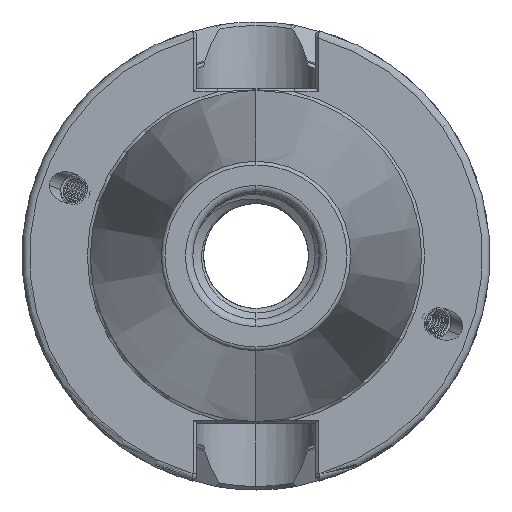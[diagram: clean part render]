
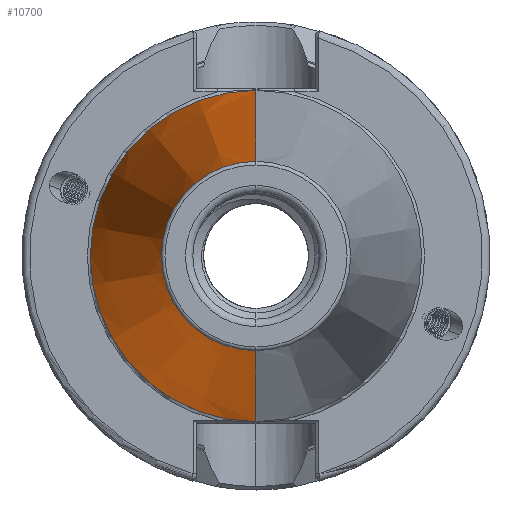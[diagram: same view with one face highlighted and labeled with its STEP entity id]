
A CAD part, left-side view. The second image highlights one B-rep face of the part: STEP entity #10700.
In plain terms, the highlighted conical face has half-angle 8.297 degrees and reference radius 22.298 mm.
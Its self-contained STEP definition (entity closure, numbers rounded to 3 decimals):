
#1046 = AXIS2_PLACEMENT_3D ( 'NONE', #13277, #15734, #16321 ) ;
#1055 = AXIS2_PLACEMENT_3D ( 'NONE', #12708, #12703, #12721 ) ;
#1425 = ORIENTED_EDGE ( 'NONE', *, *, #9134, .T. ) ;
#1431 = ORIENTED_EDGE ( 'NONE', *, *, #9086, .T. ) ;
#1646 = ORIENTED_EDGE ( 'NONE', *, *, #9100, .F. ) ;
#1691 = ORIENTED_EDGE ( 'NONE', *, *, #9146, .F. ) ;
#5222 = CARTESIAN_POINT ( 'NONE',  ( -1.5, 0., 0. ) ) ;
#5230 = DIRECTION ( 'NONE',  ( 1., 0., 0. ) ) ;
#5231 = DIRECTION ( 'NONE',  ( 0., 0., -1. ) ) ;
#7291 = AXIS2_PLACEMENT_3D ( 'NONE', #5222, #5230, #5231 ) ;
#9086 = EDGE_CURVE ( 'NONE', #12001, #11993, #19236, .T. ) ;
#9100 = EDGE_CURVE ( 'NONE', #12041, #11993, #19218, .T. ) ;
#9134 = EDGE_CURVE ( 'NONE', #12084, #12001, #19234, .T. ) ;
#9146 = EDGE_CURVE ( 'NONE', #12084, #12041, #19259, .T. ) ;
#10700 = ADVANCED_FACE ( 'NONE', ( #19524 ), #19513, .T. ) ;
#11392 = CARTESIAN_POINT ( 'NONE',  ( -1.5, 0., 22.298 ) ) ;
#11415 = CARTESIAN_POINT ( 'NONE',  ( -66.972, 0., 12.75 ) ) ;
#11495 = CARTESIAN_POINT ( 'NONE',  ( -1.5, 0., -22.298 ) ) ;
#11498 = CARTESIAN_POINT ( 'NONE',  ( -66.972, 0., -12.75 ) ) ;
#11691 = EDGE_LOOP ( 'NONE', ( #1425, #1431, #1646, #1691 ) ) ;
#11993 = VERTEX_POINT ( 'NONE', #11392 ) ;
#12001 = VERTEX_POINT ( 'NONE', #11415 ) ;
#12041 = VERTEX_POINT ( 'NONE', #11495 ) ;
#12084 = VERTEX_POINT ( 'NONE', #11498 ) ;
#12570 = CARTESIAN_POINT ( 'NONE',  ( -1.5, 0., 22.298 ) ) ;
#12604 = DIRECTION ( 'NONE',  ( 0.99, 0., 0.144 ) ) ;
#12703 = DIRECTION ( 'NONE',  ( 1., 0., 0. ) ) ;
#12708 = CARTESIAN_POINT ( 'NONE',  ( -1.5, 0., 0. ) ) ;
#12721 = DIRECTION ( 'NONE',  ( 0., 0., -1. ) ) ;
#13277 = CARTESIAN_POINT ( 'NONE',  ( -66.972, 0., 0. ) ) ;
#14456 = CARTESIAN_POINT ( 'NONE',  ( -1.5, 0., -22.298 ) ) ;
#14458 = DIRECTION ( 'NONE',  ( 0.99, 0., -0.144 ) ) ;
#15734 = DIRECTION ( 'NONE',  ( 1., 0., 0. ) ) ;
#16321 = DIRECTION ( 'NONE',  ( 0., 0., -1. ) ) ;
#19208 = VECTOR ( 'NONE', #12604, 1000. ) ;
#19218 = CIRCLE ( 'NONE', #1055, 22.298 ) ;
#19234 = CIRCLE ( 'NONE', #1046, 12.75 ) ;
#19236 = LINE ( 'NONE', #12570, #19208 ) ;
#19259 = LINE ( 'NONE', #14456, #19282 ) ;
#19282 = VECTOR ( 'NONE', #14458, 1000. ) ;
#19513 = CONICAL_SURFACE ( 'NONE', #7291, 22.298, 0.145 ) ;
#19524 = FACE_OUTER_BOUND ( 'NONE', #11691, .T. ) ;
